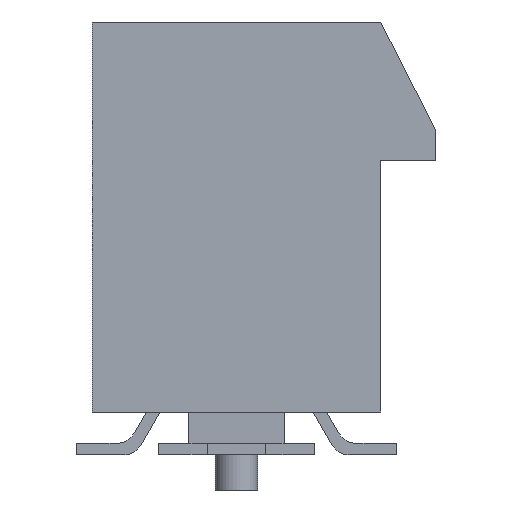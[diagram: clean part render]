
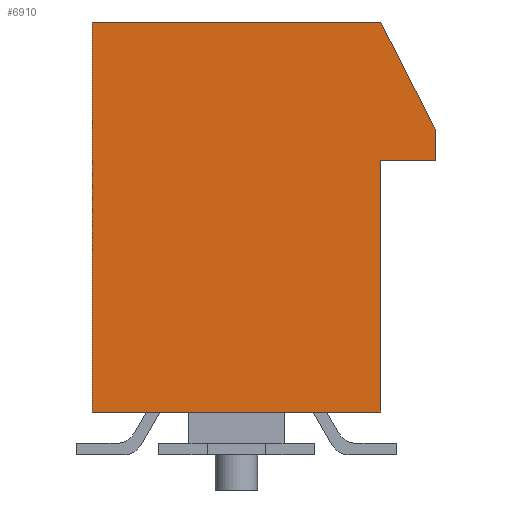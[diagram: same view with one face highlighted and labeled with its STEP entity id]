
A CAD part, left-side view. The second image highlights one B-rep face of the part: STEP entity #6910.
In plain terms, the highlighted planar face has unit normal (-1, 0, 0).
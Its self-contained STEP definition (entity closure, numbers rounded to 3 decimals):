
#116=PLANE('',#7382);
#459=FACE_OUTER_BOUND('',#879,.T.);
#879=EDGE_LOOP('',(#4894,#4895,#4896,#4897,#4898,#4899,#4900));
#1302=LINE('',#9983,#2154);
#1306=LINE('',#9991,#2158);
#1309=LINE('',#9997,#2161);
#1312=LINE('',#10003,#2164);
#1315=LINE('',#10009,#2167);
#1318=LINE('',#10015,#2170);
#1321=LINE('',#10020,#2173);
#2154=VECTOR('',#7991,10.);
#2158=VECTOR('',#7997,10.);
#2161=VECTOR('',#8002,10.);
#2164=VECTOR('',#8007,10.);
#2167=VECTOR('',#8012,10.);
#2170=VECTOR('',#8017,10.);
#2173=VECTOR('',#8022,10.);
#3152=VERTEX_POINT('',#9981);
#3153=VERTEX_POINT('',#9982);
#3156=VERTEX_POINT('',#9990);
#3158=VERTEX_POINT('',#9996);
#3160=VERTEX_POINT('',#10002);
#3162=VERTEX_POINT('',#10008);
#3164=VERTEX_POINT('',#10014);
#3832=EDGE_CURVE('',#3152,#3153,#1302,.T.);
#3836=EDGE_CURVE('',#3153,#3156,#1306,.T.);
#3839=EDGE_CURVE('',#3158,#3156,#1309,.T.);
#3842=EDGE_CURVE('',#3160,#3158,#1312,.T.);
#3845=EDGE_CURVE('',#3162,#3160,#1315,.T.);
#3848=EDGE_CURVE('',#3164,#3162,#1318,.T.);
#3851=EDGE_CURVE('',#3164,#3152,#1321,.T.);
#4894=ORIENTED_EDGE('',*,*,#3851,.T.);
#4895=ORIENTED_EDGE('',*,*,#3832,.T.);
#4896=ORIENTED_EDGE('',*,*,#3836,.T.);
#4897=ORIENTED_EDGE('',*,*,#3839,.F.);
#4898=ORIENTED_EDGE('',*,*,#3842,.F.);
#4899=ORIENTED_EDGE('',*,*,#3845,.F.);
#4900=ORIENTED_EDGE('',*,*,#3848,.F.);
#6910=ADVANCED_FACE('',(#459),#116,.T.);
#7382=AXIS2_PLACEMENT_3D('',#10022,#8024,#8025);
#7991=DIRECTION('',(0.,0.,1.));
#7997=DIRECTION('',(0.,0.454,0.891));
#8002=DIRECTION('',(0.,-1.,0.));
#8007=DIRECTION('',(0.,0.,1.));
#8012=DIRECTION('',(0.,1.,0.));
#8017=DIRECTION('',(0.,0.,-1.));
#8022=DIRECTION('',(0.,-1.,0.));
#8024=DIRECTION('center_axis',(-1.,0.,0.));
#8025=DIRECTION('ref_axis',(0.,1.,0.));
#9981=CARTESIAN_POINT('',(-14.5,-5.1,7.55));
#9982=CARTESIAN_POINT('',(-14.5,-5.1,8.35));
#9983=CARTESIAN_POINT('',(-14.5,-5.1,7.55));
#9990=CARTESIAN_POINT('',(-14.5,-3.7,11.1));
#9991=CARTESIAN_POINT('',(-14.5,-5.1,8.35));
#9996=CARTESIAN_POINT('',(-14.5,3.7,11.1));
#9997=CARTESIAN_POINT('',(-14.5,3.7,11.1));
#10002=CARTESIAN_POINT('',(-14.5,3.7,1.1));
#10003=CARTESIAN_POINT('',(-14.5,3.7,1.1));
#10008=CARTESIAN_POINT('',(-14.5,-3.7,1.1));
#10009=CARTESIAN_POINT('',(-14.5,-3.7,1.1));
#10014=CARTESIAN_POINT('',(-14.5,-3.7,7.55));
#10015=CARTESIAN_POINT('',(-14.5,-3.7,11.1));
#10020=CARTESIAN_POINT('',(-14.5,-3.7,7.55));
#10022=CARTESIAN_POINT('Origin',(-14.5,-0.7,6.1));
